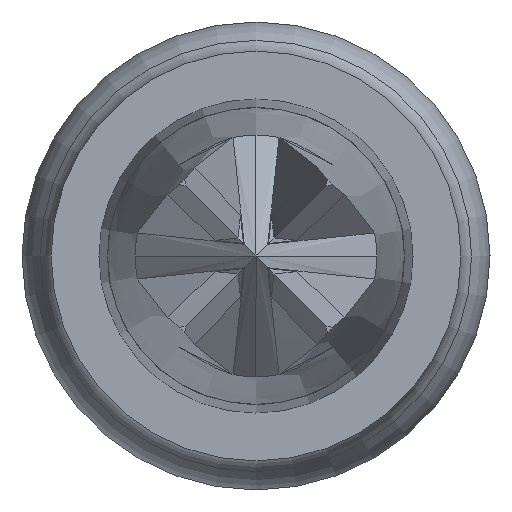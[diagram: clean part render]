
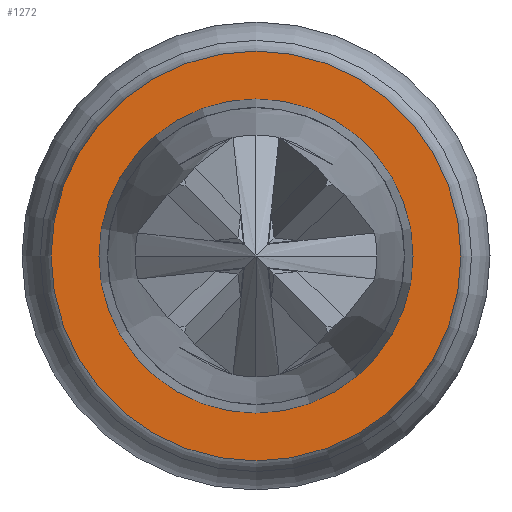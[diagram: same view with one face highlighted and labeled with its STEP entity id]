
A CAD part, left-side view. The second image highlights one B-rep face of the part: STEP entity #1272.
In plain terms, the highlighted planar face has unit normal (-1, 0, 0).
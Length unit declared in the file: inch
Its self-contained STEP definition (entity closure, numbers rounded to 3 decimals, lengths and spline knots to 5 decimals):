
#5 = PLANE ( 'NONE',  #892 ) ;
#359 = DIRECTION ( 'NONE',  ( 0., 0., -1. ) ) ;
#464 = ORIENTED_EDGE ( 'NONE', *, *, #1619, .F. ) ;
#790 = CARTESIAN_POINT ( 'NONE',  ( 0., 0.0165, 0. ) ) ;
#791 = CARTESIAN_POINT ( 'NONE',  ( 0., 0., 0.01349 ) ) ;
#847 = AXIS2_PLACEMENT_3D ( 'NONE', #876, #2319, #2137 ) ;
#876 = CARTESIAN_POINT ( 'NONE',  ( 0., 0., 0. ) ) ;
#892 = AXIS2_PLACEMENT_3D ( 'NONE', #790, #1824, #1155 ) ;
#914 = FACE_BOUND ( 'NONE', #1762, .T. ) ;
#1155 = DIRECTION ( 'NONE',  ( 0., 0., 1. ) ) ;
#1217 = VERTEX_POINT ( 'NONE', #791 ) ;
#1265 = CIRCLE ( 'NONE', #1451, 0.0176 ) ;
#1272 = ADVANCED_FACE ( 'NONE', ( #914, #1624 ), #5, .T. ) ;
#1297 = EDGE_LOOP ( 'NONE', ( #464 ) ) ;
#1392 = CARTESIAN_POINT ( 'NONE',  ( 0., 0., -0.0176 ) ) ;
#1451 = AXIS2_PLACEMENT_3D ( 'NONE', #1949, #1791, #359 ) ;
#1619 = EDGE_CURVE ( 'NONE', #1753, #1753, #1265, .T. ) ;
#1622 = EDGE_CURVE ( 'NONE', #1217, #1217, #1853, .T. ) ;
#1624 = FACE_OUTER_BOUND ( 'NONE', #1297, .T. ) ;
#1709 = ORIENTED_EDGE ( 'NONE', *, *, #1622, .F. ) ;
#1753 = VERTEX_POINT ( 'NONE', #1392 ) ;
#1762 = EDGE_LOOP ( 'NONE', ( #1709 ) ) ;
#1791 = DIRECTION ( 'NONE',  ( 1., 0., 0. ) ) ;
#1824 = DIRECTION ( 'NONE',  ( -1., 0., 0. ) ) ;
#1853 = CIRCLE ( 'NONE', #847, 0.01349 ) ;
#1949 = CARTESIAN_POINT ( 'NONE',  ( 0., 0., 0. ) ) ;
#2137 = DIRECTION ( 'NONE',  ( 0., 0., 1. ) ) ;
#2319 = DIRECTION ( 'NONE',  ( -1., 0., 0. ) ) ;
